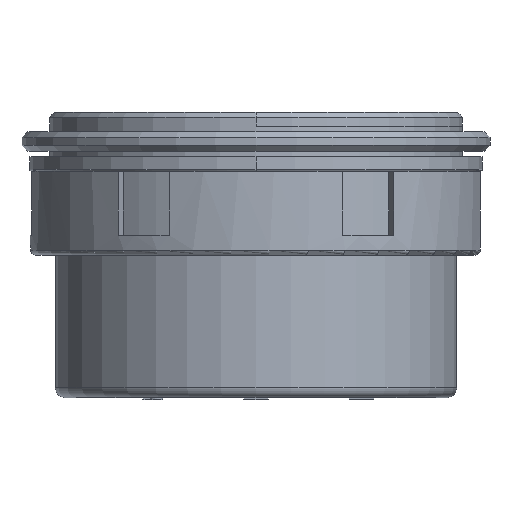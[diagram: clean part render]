
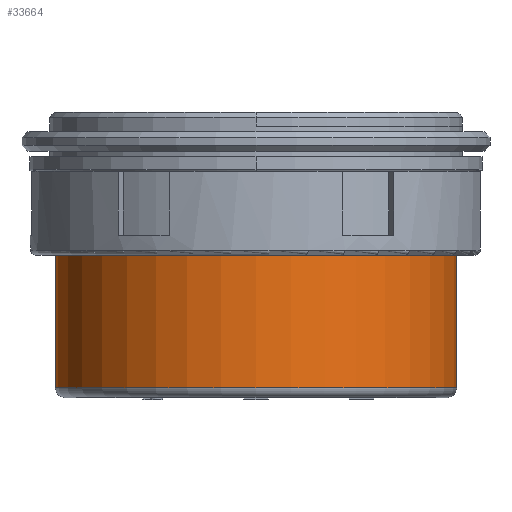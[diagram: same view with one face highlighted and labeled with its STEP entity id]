
A CAD part, front view. The second image highlights one B-rep face of the part: STEP entity #33664.
In plain terms, the highlighted cylindrical face has radius 20.4 mm (diameter 40.8 mm), a partial arc.
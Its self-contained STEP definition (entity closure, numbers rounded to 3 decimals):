
#9462=CARTESIAN_POINT('',(0.,0.,-22.));
#9463=DIRECTION('',(0.,0.,-1.));
#9464=DIRECTION('',(1.,0.,0.));
#9465=AXIS2_PLACEMENT_3D('',#9462,#9463,#9464);
#9467=DIRECTION('',(0.,0.,-1.));
#9468=VECTOR('',#9467,13.5);
#9469=CARTESIAN_POINT('',(-20.4,0.,-8.5));
#9470=LINE('',#9469,#9468);
#9471=CARTESIAN_POINT('',(0.,0.,-8.5));
#9472=DIRECTION('',(0.,0.,-1.));
#9473=DIRECTION('',(1.,0.,0.));
#9474=AXIS2_PLACEMENT_3D('',#9471,#9472,#9473);
#9476=DIRECTION('',(0.,0.,-1.));
#9477=VECTOR('',#9476,13.5);
#9478=CARTESIAN_POINT('',(20.4,0.,-8.5));
#9479=LINE('',#9478,#9477);
#15466=CARTESIAN_POINT('',(20.4,0.,-8.5));
#15467=CARTESIAN_POINT('',(-20.4,0.,-8.5));
#15468=VERTEX_POINT('',#15466);
#15469=VERTEX_POINT('',#15467);
#17446=CARTESIAN_POINT('',(20.4,0.,-22.));
#17447=CARTESIAN_POINT('',(-20.4,0.,-22.));
#17448=VERTEX_POINT('',#17446);
#17449=VERTEX_POINT('',#17447);
#33650=CARTESIAN_POINT('',(0.,0.,-24.15));
#33651=DIRECTION('',(0.,0.,1.));
#33652=DIRECTION('',(-1.,0.,0.));
#33653=AXIS2_PLACEMENT_3D('',#33650,#33651,#33652);
#33654=CYLINDRICAL_SURFACE('',#33653,20.4);
#33656=ORIENTED_EDGE('',*,*,#33655,.T.);
#33658=ORIENTED_EDGE('',*,*,#33657,.F.);
#33659=ORIENTED_EDGE('',*,*,#33631,.F.);
#33661=ORIENTED_EDGE('',*,*,#33660,.T.);
#33662=EDGE_LOOP('',(#33656,#33658,#33659,#33661));
#33663=FACE_OUTER_BOUND('',#33662,.F.);
#33664=ADVANCED_FACE('',(#33663),#33654,.T.);
#9466=CIRCLE('',#9465,20.4);
#9475=CIRCLE('',#9474,20.4);
#33631=EDGE_CURVE('',#15468,#15469,#9475,.T.);
#33655=EDGE_CURVE('',#17448,#17449,#9466,.T.);
#33657=EDGE_CURVE('',#15469,#17449,#9470,.T.);
#33660=EDGE_CURVE('',#15468,#17448,#9479,.T.);
